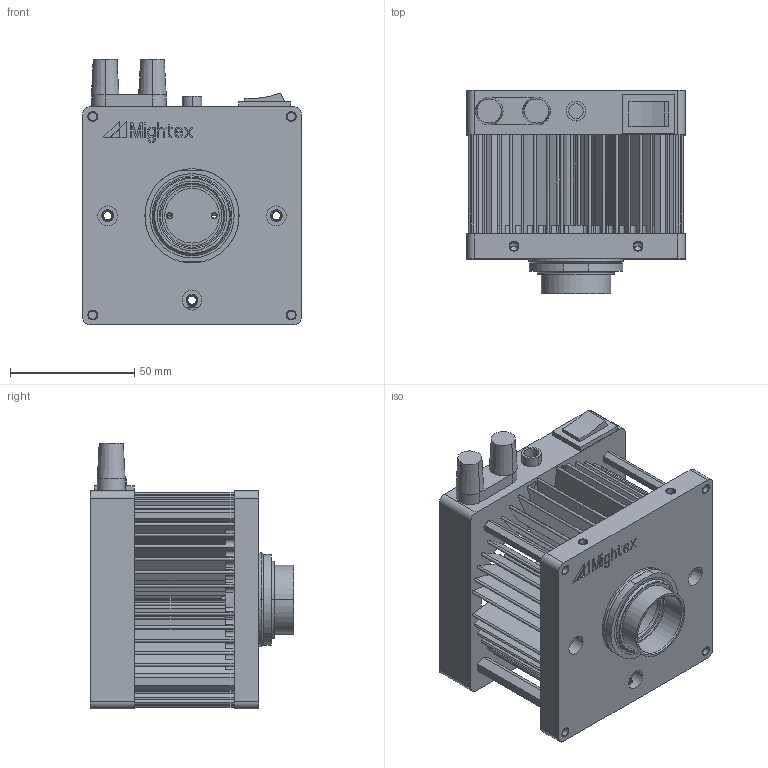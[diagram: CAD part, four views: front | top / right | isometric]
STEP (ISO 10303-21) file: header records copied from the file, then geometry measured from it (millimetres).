
FILE_DESCRIPTION((''),'2;1');
FILE_NAME('176001','2017-10-30T',('zkm'),(''),'PRO/ENGINEER BY PARAMETRIC TECHNOLOGY CORPORATION, 2004110','PRO/ENGINEER BY PARAMETRIC TECHNOLOGY CORPORATION, 2004110','');
FILE_SCHEMA(('CONFIG_CONTROL_DESIGN'));
Length unit declared in the file: millimetre
Products named in the file (1): 176001
Bounding box: 88 x 82.13 x 107.2 mm (x, y, z)
Volume: 179255.6 mm3; surface area: 145234.2 mm2
Topology: 1 solids, 45 shells, 1248 faces, 3831 edges, 2583 vertices
Faces by surface type: plane 622, cylinder 563, cone 61, extrusion 2
Entity records: 43679 total; most frequent: DIRECTION 7817, CARTESIAN_POINT 7753, ORIENTED_EDGE 7434, EDGE_CURVE 3797, AXIS2_PLACEMENT_3D 2792, VERTEX_POINT 2583, VECTOR 2233, LINE 2231
